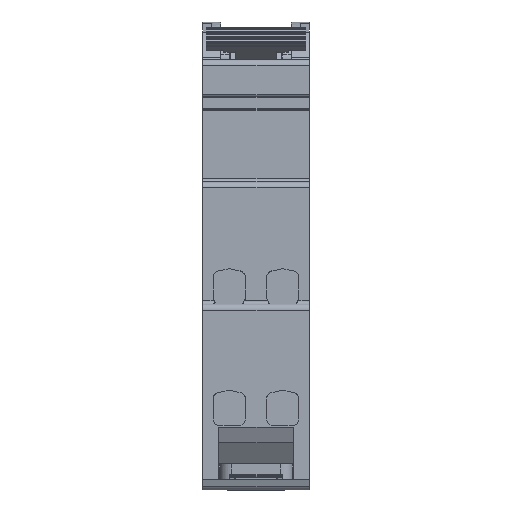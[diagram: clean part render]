
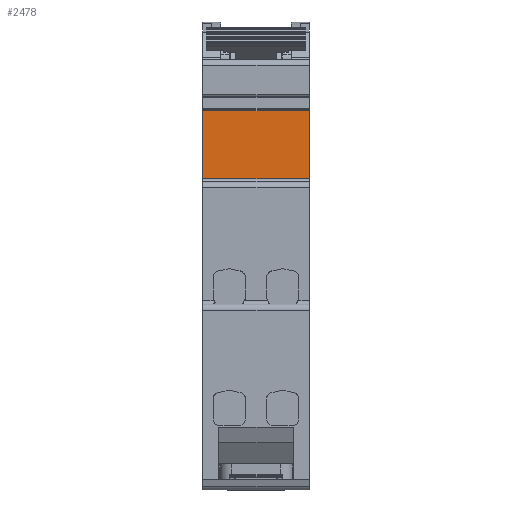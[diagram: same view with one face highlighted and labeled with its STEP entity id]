
A CAD part, front view. The second image highlights one B-rep face of the part: STEP entity #2478.
In plain terms, the highlighted planar face has unit normal (0, -1, 0).
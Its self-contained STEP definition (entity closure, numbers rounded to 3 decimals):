
#2478=ADVANCED_FACE('NONE',(#5025),#5026,.F.);
#5025=FACE_OUTER_BOUND('',#13353,.T.);
#5026=PLANE('',#13354);
#13353=EDGE_LOOP('',(#20893,#20894,#20895,#20896));
#13354=AXIS2_PLACEMENT_3D('',#20897,#20898,#20899);
#20893=ORIENTED_EDGE('',*,*,#23802,.F.);
#20894=ORIENTED_EDGE('',*,*,#24161,.F.);
#20895=ORIENTED_EDGE('',*,*,#23785,.F.);
#20896=ORIENTED_EDGE('',*,*,#24706,.T.);
#20897=CARTESIAN_POINT('',(17.6,22.35,51.2));
#20898=DIRECTION('',(0.0,1.0,0.0));
#20899=DIRECTION('',(0.0,0.0,1.0));
#23785=EDGE_CURVE('NONE',#28205,#28203,#28207,.T.);
#23802=EDGE_CURVE('NONE',#28229,#28231,#28232,.T.);
#24161=EDGE_CURVE('NONE',#28203,#28229,#28718,.T.);
#24706=EDGE_CURVE('NONE',#28205,#28231,#29454,.T.);
#28203=VERTEX_POINT('NONE',#38758);
#28205=VERTEX_POINT('NONE',#38760);
#28207=LINE('',#38762,#38763);
#28229=VERTEX_POINT('NONE',#38793);
#28231=VERTEX_POINT('NONE',#38795);
#28232=LINE('',#38796,#38797);
#28718=LINE('',#39636,#39637);
#29454=LINE('',#41508,#41509);
#38758=CARTESIAN_POINT('',(17.6,22.35,62.4));
#38760=CARTESIAN_POINT('',(0.0,22.35,62.4));
#38762=CARTESIAN_POINT('',(17.6,22.35,62.4));
#38763=VECTOR('',#43393,1000.0);
#38793=CARTESIAN_POINT('',(17.6,22.35,51.2));
#38795=CARTESIAN_POINT('',(0.0,22.35,51.2));
#38796=CARTESIAN_POINT('',(17.6,22.35,51.2));
#38797=VECTOR('',#43411,1000.0);
#39636=CARTESIAN_POINT('',(17.6,22.35,5.));
#39637=VECTOR('',#43753,1000.0);
#41508=CARTESIAN_POINT('',(0.0,22.35,5.));
#41509=VECTOR('',#44147,1000.0);
#43393=DIRECTION('',(1.0,0.0,0.0));
#43411=DIRECTION('',(-1.0,0.0,0.0));
#43753=DIRECTION('',(0.0,0.0,-1.0));
#44147=DIRECTION('',(0.0,0.0,-1.0));
